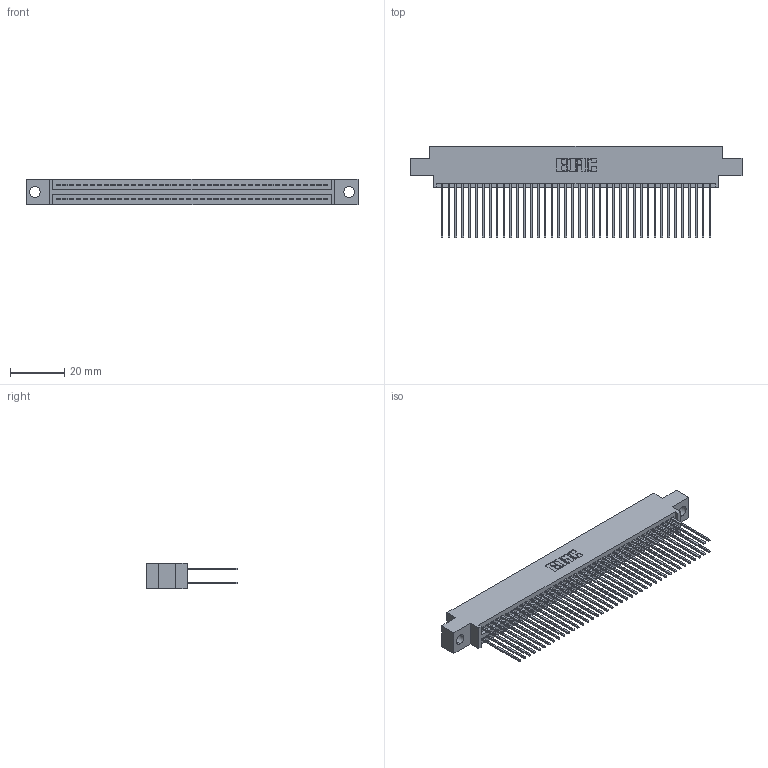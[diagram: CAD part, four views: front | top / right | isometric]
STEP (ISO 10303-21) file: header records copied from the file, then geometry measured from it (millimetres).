
FILE_DESCRIPTION (( 'STEP AP203' ), '1' );
FILE_NAME ('345-080-541-804.STEP', '2018-10-03T16:48:23', ( '' ), ( '' ), 'SwSTEP 2.0', 'SolidWorks 2016', '' );
FILE_SCHEMA (( 'CONFIG_CONTROL_DESIGN' ));
Length unit declared in the file: inch
Products named in the file (3): 345 Part_0.170 Offset - 0.156 Dia-TH; 345-080-541-804; 345-292-001_345-293-141
Assembly tree (81 placements, depth 2):
  345-080-541-804
    345 Part_0.170 Offset - 0.156 Dia-TH
    345-292-001_345-293-141  x80
Bounding box: 122.81 x 33.96 x 9.4 mm (x, y, z)
Volume: 12168.9 mm3; surface area: 20065.2 mm2
Topology: 81 solids, 81 shells, 4130 faces, 12273 edges, 8074 vertices
Faces by surface type: plane 2724, cylinder 1406
Entity records: 31807 total; most frequent: CARTESIAN_POINT 5336, ORIENTED_EDGE 5270, DIRECTION 4707, EDGE_CURVE 2635, LINE 2343, VECTOR 2343, VERTEX_POINT 1754, AXIS2_PLACEMENT_3D 1182
